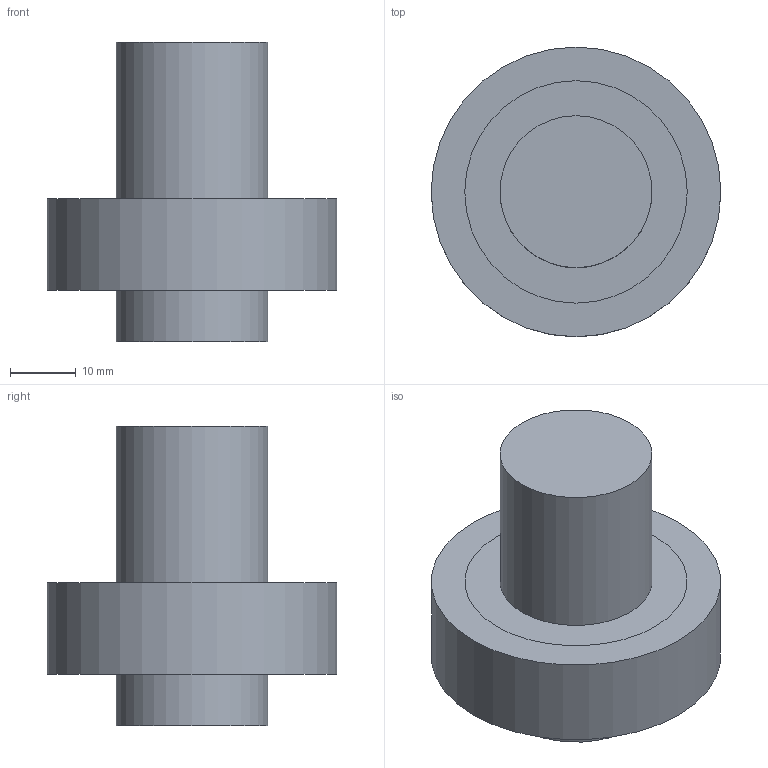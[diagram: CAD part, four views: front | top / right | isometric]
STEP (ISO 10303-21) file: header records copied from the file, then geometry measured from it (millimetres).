
FILE_DESCRIPTION(/* description */ (''),/* implementation_level */ '2;1');
FILE_NAME(/* name */ 'to modle anicies v3.step',/* time_stamp */ '2024-05-04T11:36:00+10:00',/* author */ (''),/* organization */ (''),/* preprocessor_version */ 'ST-DEVELOPER v20',/* originating_system */ 'Autodesk Translation Framework v12.20.1.177',/* authorisation */ '');
FILE_SCHEMA (('AUTOMOTIVE_DESIGN { 1 0 10303 214 3 1 1 }'));
Length unit declared in the file: millimetre
Products named in the file (1): to modle anicies
Bounding box: 43.89 x 43.89 x 45.39 mm (x, y, z)
Volume: 21758.1 mm3; surface area: 10464.2 mm2
Topology: 1 solids, 2 shells, 10 faces, 12 edges, 8 vertices
Faces by surface type: plane 6, cylinder 4
Full cylindrical faces by diameter (mm): 23.032 x2, 33.697 x1, 43.888 x1
Entity records: 235 total; most frequent: DIRECTION 42, CARTESIAN_POINT 31, ORIENTED_EDGE 24, AXIS2_PLACEMENT_3D 19, EDGE_LOOP 12, EDGE_CURVE 12, FACE_OUTER_BOUND 10, ADVANCED_FACE 10
